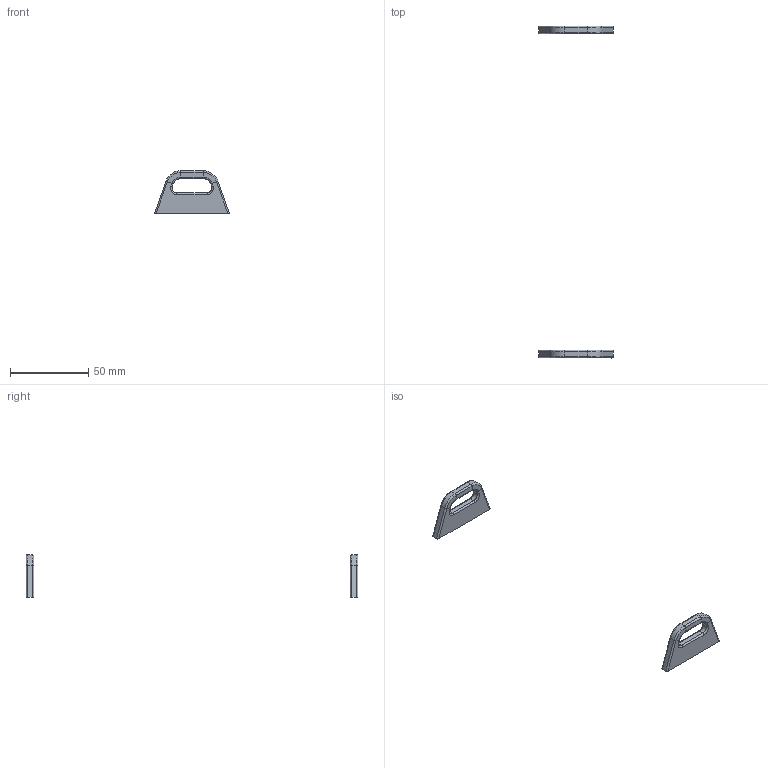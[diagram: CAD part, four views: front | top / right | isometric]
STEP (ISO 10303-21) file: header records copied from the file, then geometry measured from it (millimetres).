
FILE_DESCRIPTION(/* description */ (''),/* implementation_level */ '2;1');
FILE_NAME(/* name */ '肩部吊环',/* time_stamp */ '2025-05-16T17:58:39+08:00',/* author */ (''),/* organization */ (''),/* preprocessor_version */ 'ST-DEVELOPER v19.2',/* originating_system */ 'Rhino 8.17',/* authorisation */ '');
FILE_SCHEMA (('CONFIG_CONTROL_DESIGN'));
Length unit declared in the file: centimetre
Products named in the file (1): Document
Bounding box: 47.83 x 211.73 x 27.08 mm (x, y, z)
Volume: 7908.5 mm3; surface area: 4878.4 mm2
Topology: 2 solids, 2 shells, 96 faces, 208 edges, 112 vertices
Faces by surface type: cylinder 40, plane 32, bspline 24
Entity records: 2452 total; most frequent: CARTESIAN_POINT 1038, ORIENTED_EDGE 416, EDGE_CURVE 208, VERTEX_POINT 112, ADVANCED_FACE 96, FACE_OUTER_BOUND 96, EDGE_LOOP 96, DIRECTION 92
